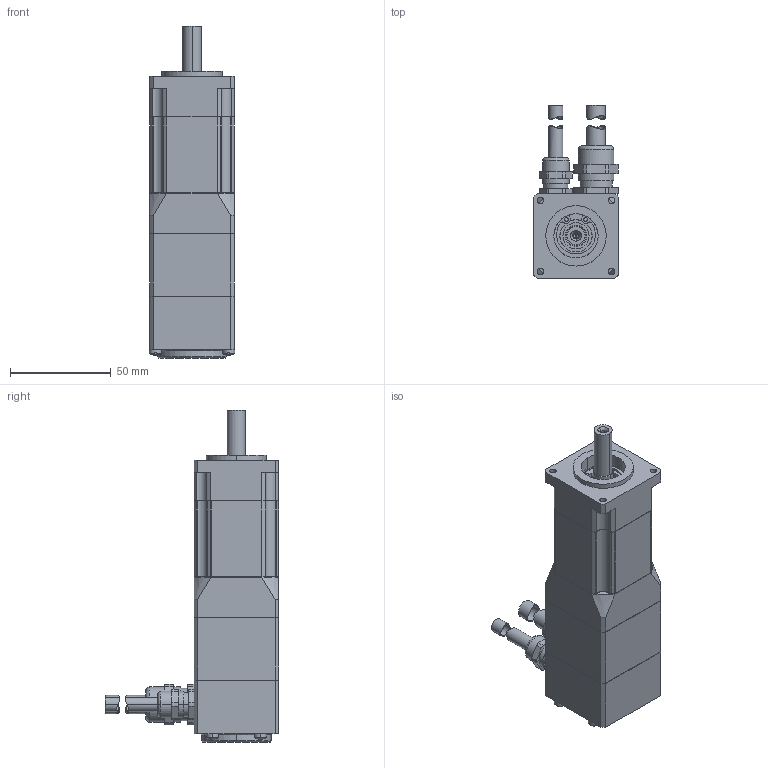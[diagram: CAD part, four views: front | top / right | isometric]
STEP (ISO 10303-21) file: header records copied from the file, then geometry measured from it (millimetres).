
FILE_DESCRIPTION((''),'2;1');
FILE_NAME('NX110EAR4300_SW0001','2005-01-20T',('pr1'),(''),'PRO/ENGINEER BY PARAMETRIC TECHNOLOGY CORPORATION, 2001500','PRO/ENGINEER BY PARAMETRIC TECHNOLOGY CORPORATION, 2001500','');
FILE_SCHEMA(('CONFIG_CONTROL_DESIGN'));
Length unit declared in the file: millimetre
Products named in the file (1): NX110EAR4300_SW0001
Bounding box: 42.48 x 86 x 164.9 mm (x, y, z)
Volume: 243489.8 mm3; surface area: 33047.6 mm2
Topology: 3 solids, 3 shells, 432 faces, 1110 edges, 707 vertices
Faces by surface type: cylinder 207, plane 181, cone 28, torus 8, bspline 8
Entity records: 14964 total; most frequent: CARTESIAN_POINT 4041, DIRECTION 2468, ORIENTED_EDGE 2216, EDGE_CURVE 1108, AXIS2_PLACEMENT_3D 1000, VERTEX_POINT 707, CIRCLE 576, EDGE_LOOP 471
